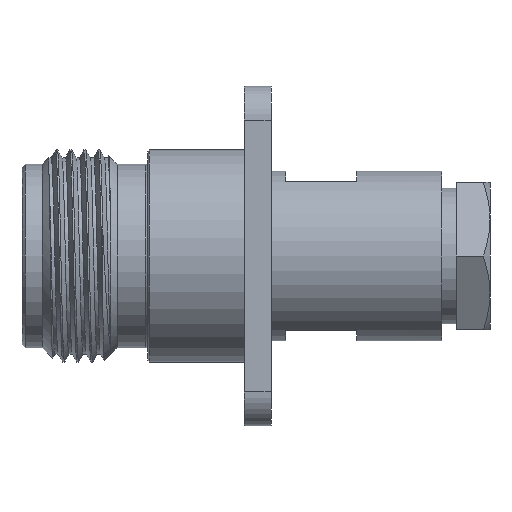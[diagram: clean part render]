
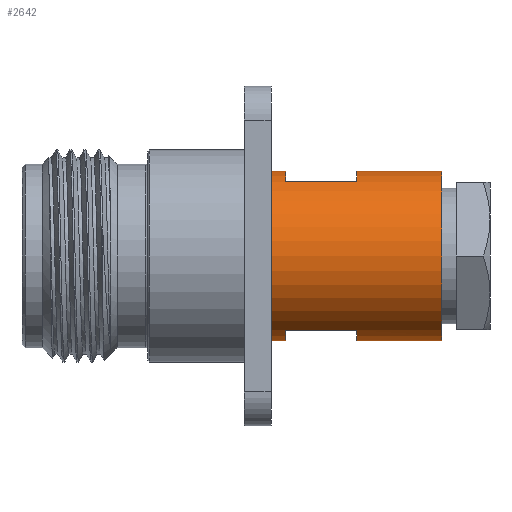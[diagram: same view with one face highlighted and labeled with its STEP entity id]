
A CAD part, front view. The second image highlights one B-rep face of the part: STEP entity #2642.
In plain terms, the highlighted cylindrical face has radius 6.35 mm (diameter 12.7 mm), a partial arc.
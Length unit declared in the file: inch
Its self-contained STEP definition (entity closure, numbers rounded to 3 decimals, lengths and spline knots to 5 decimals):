
#45 = EDGE_CURVE ( 'NONE', #1550, #219, #4739, .T. ) ;
#105 = ORIENTED_EDGE ( 'NONE', *, *, #3451, .T. ) ;
#219 = VERTEX_POINT ( 'NONE', #5054 ) ;
#294 = DIRECTION ( 'NONE',  ( 0., 0., -1. ) ) ;
#297 = EDGE_CURVE ( 'NONE', #5608, #864, #361, .T. ) ;
#356 = CIRCLE ( 'NONE', #2268, 0.25 ) ;
#361 = CIRCLE ( 'NONE', #4288, 0.25 ) ;
#369 = VECTOR ( 'NONE', #1938, 39.37008 ) ;
#447 = DIRECTION ( 'NONE',  ( 1., 0., 0. ) ) ;
#462 = EDGE_CURVE ( 'NONE', #5290, #864, #1137, .T. ) ;
#473 = DIRECTION ( 'NONE',  ( -1., 0., 0. ) ) ;
#542 = CARTESIAN_POINT ( 'NONE',  ( 1.23631, 0., -0.25 ) ) ;
#546 = ORIENTED_EDGE ( 'NONE', *, *, #3232, .F. ) ;
#654 = CARTESIAN_POINT ( 'NONE',  ( 0.73374, 0., 0.25 ) ) ;
#821 = AXIS2_PLACEMENT_3D ( 'NONE', #1841, #2297, #4545 ) ;
#864 = VERTEX_POINT ( 'NONE', #3979 ) ;
#935 = CARTESIAN_POINT ( 'NONE',  ( 0.98584, 0., 0.25 ) ) ;
#988 = EDGE_LOOP ( 'NONE', ( #1585, #4415, #1918, #5251, #1586, #1862, #2800, #5247, #546, #1355, #105, #1633 ) ) ;
#1043 = CARTESIAN_POINT ( 'NONE',  ( 2.08511, 0., 0. ) ) ;
#1054 = EDGE_CURVE ( 'NONE', #2210, #1894, #1983, .T. ) ;
#1137 = LINE ( 'NONE', #2914, #3532 ) ;
#1209 = AXIS2_PLACEMENT_3D ( 'NONE', #5071, #4649, #4163 ) ;
#1318 = DIRECTION ( 'NONE',  ( 0., 0., 1. ) ) ;
#1355 = ORIENTED_EDGE ( 'NONE', *, *, #4610, .T. ) ;
#1372 = CARTESIAN_POINT ( 'NONE',  ( 0.98584, -0.12103, 0.21875 ) ) ;
#1373 = VECTOR ( 'NONE', #4835, 39.37008 ) ;
#1416 = VERTEX_POINT ( 'NONE', #935 ) ;
#1473 = FACE_OUTER_BOUND ( 'NONE', #988, .T. ) ;
#1550 = VERTEX_POINT ( 'NONE', #654 ) ;
#1585 = ORIENTED_EDGE ( 'NONE', *, *, #462, .F. ) ;
#1586 = ORIENTED_EDGE ( 'NONE', *, *, #3142, .T. ) ;
#1587 = EDGE_CURVE ( 'NONE', #1416, #2098, #356, .T. ) ;
#1633 = ORIENTED_EDGE ( 'NONE', *, *, #297, .T. ) ;
#1735 = VERTEX_POINT ( 'NONE', #3958 ) ;
#1806 = LINE ( 'NONE', #1923, #1373 ) ;
#1841 = CARTESIAN_POINT ( 'NONE',  ( 0.73374, 0., 0. ) ) ;
#1852 = LINE ( 'NONE', #4816, #2185 ) ;
#1862 = ORIENTED_EDGE ( 'NONE', *, *, #1054, .T. ) ;
#1894 = VERTEX_POINT ( 'NONE', #2744 ) ;
#1908 = DIRECTION ( 'NONE',  ( 0., 0., -1. ) ) ;
#1918 = ORIENTED_EDGE ( 'NONE', *, *, #2129, .T. ) ;
#1923 = CARTESIAN_POINT ( 'NONE',  ( 2.08511, 0., 0.25 ) ) ;
#1938 = DIRECTION ( 'NONE',  ( -1., 0., 0. ) ) ;
#1983 = CIRCLE ( 'NONE', #3814, 0.25 ) ;
#2098 = VERTEX_POINT ( 'NONE', #1372 ) ;
#2129 = EDGE_CURVE ( 'NONE', #1735, #1416, #4856, .T. ) ;
#2148 = CARTESIAN_POINT ( 'NONE',  ( 0.77587, -0.12103, -0.21875 ) ) ;
#2185 = VECTOR ( 'NONE', #447, 39.37008 ) ;
#2210 = VERTEX_POINT ( 'NONE', #2896 ) ;
#2254 = DIRECTION ( 'NONE',  ( -1., 0., 0. ) ) ;
#2268 = AXIS2_PLACEMENT_3D ( 'NONE', #3282, #4110, #1908 ) ;
#2297 = DIRECTION ( 'NONE',  ( 1., 0., 0. ) ) ;
#2427 = CARTESIAN_POINT ( 'NONE',  ( 2.08511, -0.12103, 0.21875 ) ) ;
#2456 = DIRECTION ( 'NONE',  ( -1., 0., 0. ) ) ;
#2469 = DIRECTION ( 'NONE',  ( 1., 0., 0. ) ) ;
#2642 = ADVANCED_FACE ( 'NONE', ( #1473 ), #3216, .T. ) ;
#2744 = CARTESIAN_POINT ( 'NONE',  ( 0.77587, 0., 0.25 ) ) ;
#2800 = ORIENTED_EDGE ( 'NONE', *, *, #4344, .T. ) ;
#2896 = CARTESIAN_POINT ( 'NONE',  ( 0.77587, -0.12103, 0.21875 ) ) ;
#2910 = VERTEX_POINT ( 'NONE', #2148 ) ;
#2914 = CARTESIAN_POINT ( 'NONE',  ( 2.08511, 0., -0.25 ) ) ;
#2949 = CIRCLE ( 'NONE', #1209, 0.25 ) ;
#2956 = LINE ( 'NONE', #3764, #5185 ) ;
#3142 = EDGE_CURVE ( 'NONE', #2098, #2210, #3200, .T. ) ;
#3146 = CARTESIAN_POINT ( 'NONE',  ( 2.08511, 0., 0.25 ) ) ;
#3200 = LINE ( 'NONE', #2427, #369 ) ;
#3216 = CYLINDRICAL_SURFACE ( 'NONE', #5546, 0.25 ) ;
#3232 = EDGE_CURVE ( 'NONE', #3386, #219, #2956, .T. ) ;
#3282 = CARTESIAN_POINT ( 'NONE',  ( 0.98584, 0., 0. ) ) ;
#3352 = DIRECTION ( 'NONE',  ( -1., 0., 0. ) ) ;
#3386 = VERTEX_POINT ( 'NONE', #3824 ) ;
#3451 = EDGE_CURVE ( 'NONE', #2910, #5608, #1852, .T. ) ;
#3532 = VECTOR ( 'NONE', #5038, 39.37008 ) ;
#3747 = CARTESIAN_POINT ( 'NONE',  ( 0.98584, 0., 0. ) ) ;
#3764 = CARTESIAN_POINT ( 'NONE',  ( 2.08511, 0., -0.25 ) ) ;
#3806 = CARTESIAN_POINT ( 'NONE',  ( 0.77587, 0., 0. ) ) ;
#3814 = AXIS2_PLACEMENT_3D ( 'NONE', #3806, #3352, #5084 ) ;
#3824 = CARTESIAN_POINT ( 'NONE',  ( 0.77587, 0., -0.25 ) ) ;
#3835 = DIRECTION ( 'NONE',  ( -1., 0., 0. ) ) ;
#3958 = CARTESIAN_POINT ( 'NONE',  ( 1.23631, 0., 0.25 ) ) ;
#3979 = CARTESIAN_POINT ( 'NONE',  ( 0.98584, 0., -0.25 ) ) ;
#3980 = DIRECTION ( 'NONE',  ( 0., 0., 1. ) ) ;
#4110 = DIRECTION ( 'NONE',  ( 1., 0., 0. ) ) ;
#4163 = DIRECTION ( 'NONE',  ( 0., 0., -1. ) ) ;
#4288 = AXIS2_PLACEMENT_3D ( 'NONE', #3747, #2469, #294 ) ;
#4306 = AXIS2_PLACEMENT_3D ( 'NONE', #5220, #3835, #1318 ) ;
#4344 = EDGE_CURVE ( 'NONE', #1894, #1550, #1806, .T. ) ;
#4415 = ORIENTED_EDGE ( 'NONE', *, *, #5582, .F. ) ;
#4545 = DIRECTION ( 'NONE',  ( 0., 0., 1. ) ) ;
#4610 = EDGE_CURVE ( 'NONE', #3386, #2910, #5465, .T. ) ;
#4649 = DIRECTION ( 'NONE',  ( 1., 0., 0. ) ) ;
#4739 = CIRCLE ( 'NONE', #821, 0.25 ) ;
#4816 = CARTESIAN_POINT ( 'NONE',  ( 2.08511, -0.12103, -0.21875 ) ) ;
#4835 = DIRECTION ( 'NONE',  ( -1., 0., 0. ) ) ;
#4856 = LINE ( 'NONE', #3146, #5630 ) ;
#5038 = DIRECTION ( 'NONE',  ( -1., 0., 0. ) ) ;
#5043 = CARTESIAN_POINT ( 'NONE',  ( 0.98584, -0.12103, -0.21875 ) ) ;
#5054 = CARTESIAN_POINT ( 'NONE',  ( 0.73374, 0., -0.25 ) ) ;
#5071 = CARTESIAN_POINT ( 'NONE',  ( 1.23631, 0., 0. ) ) ;
#5084 = DIRECTION ( 'NONE',  ( 0., 0., 1. ) ) ;
#5185 = VECTOR ( 'NONE', #2456, 39.37008 ) ;
#5220 = CARTESIAN_POINT ( 'NONE',  ( 0.77587, 0., 0. ) ) ;
#5247 = ORIENTED_EDGE ( 'NONE', *, *, #45, .T. ) ;
#5251 = ORIENTED_EDGE ( 'NONE', *, *, #1587, .T. ) ;
#5290 = VERTEX_POINT ( 'NONE', #542 ) ;
#5465 = CIRCLE ( 'NONE', #4306, 0.25 ) ;
#5546 = AXIS2_PLACEMENT_3D ( 'NONE', #1043, #473, #3980 ) ;
#5582 = EDGE_CURVE ( 'NONE', #1735, #5290, #2949, .T. ) ;
#5608 = VERTEX_POINT ( 'NONE', #5043 ) ;
#5630 = VECTOR ( 'NONE', #2254, 39.37008 ) ;
